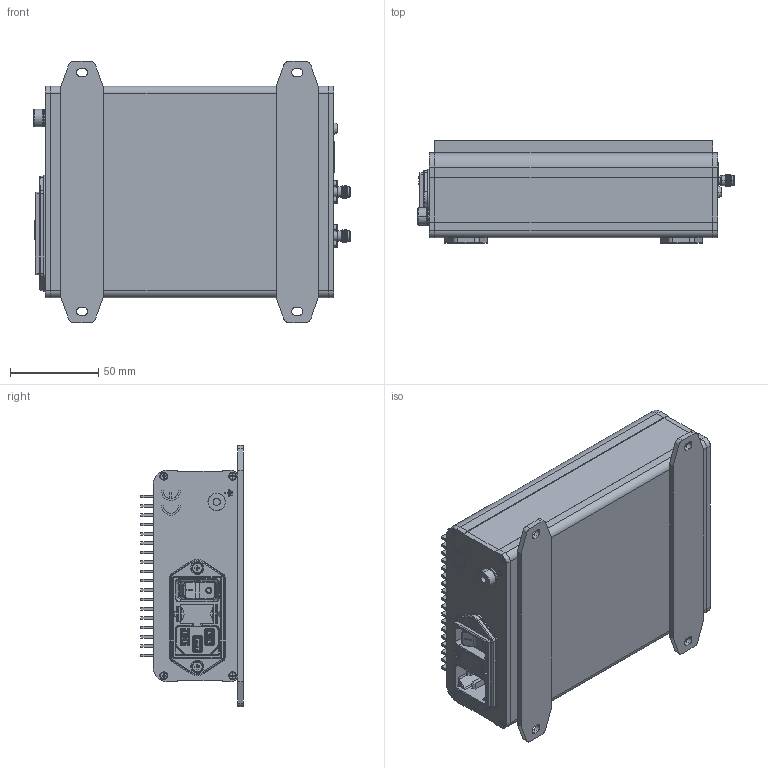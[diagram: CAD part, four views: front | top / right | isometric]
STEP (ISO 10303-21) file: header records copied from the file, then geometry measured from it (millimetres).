
FILE_DESCRIPTION (( 'STEP AP214' ), '1' );
FILE_NAME ('FMAM63029_3D.step', '2023-06-12T18:40:47', ( '' ), ( '' ), 'SwSTEP 2.0', 'SolidWorks 2022', '' );
FILE_SCHEMA (( 'AUTOMOTIVE_DESIGN' ));
Length unit declared in the file: millimetre
Products named in the file (10): PE15A63029_mtg strip^FMAM63029; Logo Label - an Infinite brand^FMAM63029_Fairview; countersunk flat head cross recess screw_din_DIN EN ISO 7046-1 - M3 x 10 - Z - 10N; pwr entry mod schurter DD14-XXXXX-1XX11-1100^FMAM63029; ESD LABEL^FMAM63029; countersunk flat head cross recess screw_din_DIN EN ISO 7046-1 - M2 x 12 - Z - 12N; PE45624 2.4mm FEMALE^FMAM63029; socket head cap screw 4762_din_EN ISO 4762 M2 x 4 - 4N; FMAM63029_3D; PE15A63029_chassis^FMAM63029
Assembly tree (26 placements, depth 2):
  FMAM63029_3D
    PE15A63029_chassis^FMAM63029
    PE15A63029_mtg strip^FMAM63029  x2
    countersunk flat head cross recess screw_din_DIN EN ISO 7046-1 - M2 x 12 - Z - 12N  x12
    PE45624 2.4mm FEMALE^FMAM63029  x2
    pwr entry mod schurter DD14-XXXXX-1XX11-1100^FMAM63029
    countersunk flat head cross recess screw_din_DIN EN ISO 7046-1 - M3 x 10 - Z - 10N  x2
    Logo Label - an Infinite brand^FMAM63029_Fairview
    ESD LABEL^FMAM63029
    socket head cap screw 4762_din_EN ISO 4762 M2 x 4 - 4N  x4
Bounding box: 179.2 x 58 x 148 mm (x, y, z)
Volume: 412882.8 mm3; surface area: 209618.2 mm2
Topology: 30 solids, 32 shells, 3081 faces, 7915 edges, 5022 vertices
Faces by surface type: plane 1812, cylinder 466, bspline 405, cone 306, torus 80, sphere 12
Entity records: 99740 total; most frequent: CARTESIAN_POINT 27904, ORIENTED_EDGE 12490, DIRECTION 10198, EDGE_CURVE 6245, LINE 4452, VECTOR 4452, VERTEX_POINT 4058, AXIS2_PLACEMENT_3D 2873
